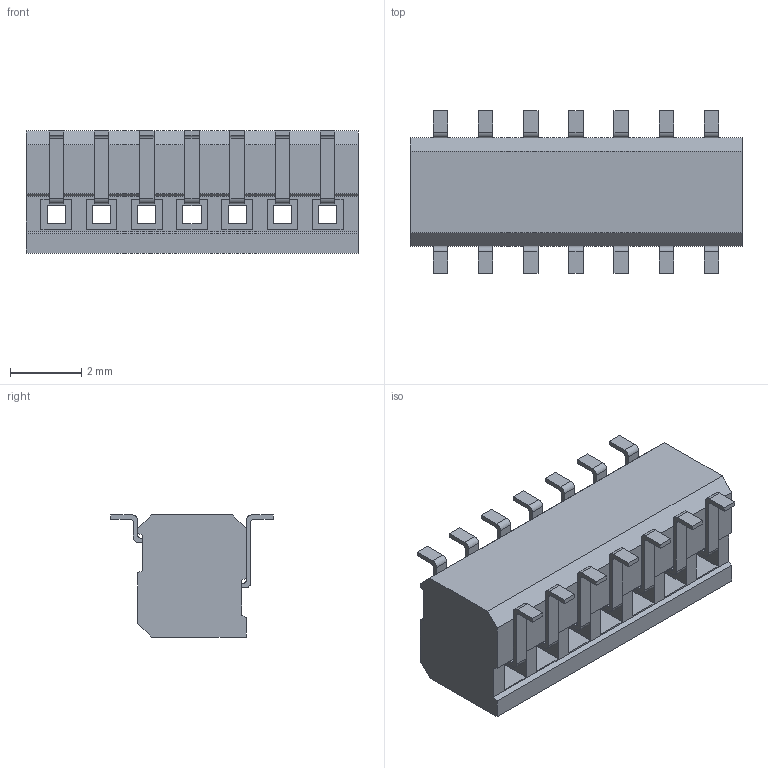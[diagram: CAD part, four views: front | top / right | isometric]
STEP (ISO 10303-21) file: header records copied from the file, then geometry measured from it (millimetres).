
FILE_DESCRIPTION( ( 'STEP AP214' ), ' ' );
FILE_NAME( 'CLP-107-02-L-DH-TR.stp', '2018-07-01T04:26:59', ( '' ), ( '' ), ' ', 'PARTsolutions', ' ' );
FILE_SCHEMA( ( 'AUTOMOTIVE_DESIGN { 1 0 10303 214 1 1 1 1 }' ) );
Length unit declared in the file: inch
Products named in the file (4): CLP-107-02-L-DH-TR; _CLP-107-2-L-DH-TR_terminal; _C-70-04-107_Pin_2_dh; _C-70-05-107_Pin_dh
Assembly tree (3 placements, depth 2):
  CLP-107-02-L-DH-TR
    _CLP-107-2-L-DH-TR_terminal
    _C-70-04-107_Pin_2_dh
    _C-70-05-107_Pin_dh
Bounding box: 9.32 x 4.57 x 3.43 mm (x, y, z)
Volume: 66.7 mm3; surface area: 313.1 mm2
Topology: 3 solids, 3 shells, 343 faces, 921 edges, 598 vertices
Faces by surface type: plane 287, cylinder 56
Entity records: 13385 total; most frequent: CARTESIAN_POINT 1866, ORIENTED_EDGE 1842, DIRECTION 1727, EDGE_CURVE 921, LINE 809, VECTOR 809, VERTEX_POINT 598, AXIS2_PLACEMENT_3D 459
